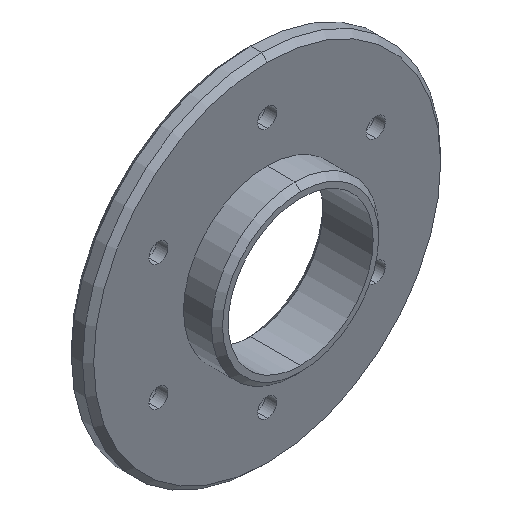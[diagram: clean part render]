
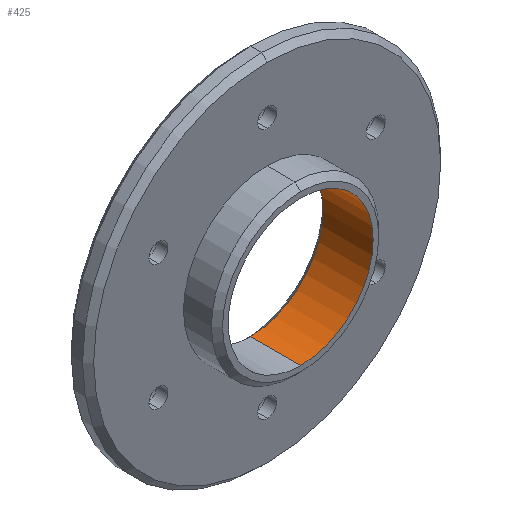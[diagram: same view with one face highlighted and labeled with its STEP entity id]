
A CAD part, isometric view. The second image highlights one B-rep face of the part: STEP entity #425.
In plain terms, the highlighted cylindrical face has radius 13 mm (diameter 26 mm), a partial arc.
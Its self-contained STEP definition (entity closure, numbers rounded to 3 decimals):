
#33 = VECTOR ( 'NONE', #953, 1000. ) ;
#84 = CARTESIAN_POINT ( 'NONE',  ( 0., -4., -13. ) ) ;
#131 = AXIS2_PLACEMENT_3D ( 'NONE', #264, #463, #1245 ) ;
#159 = EDGE_CURVE ( 'NONE', #1208, #789, #865, .T. ) ;
#214 = FACE_OUTER_BOUND ( 'NONE', #786, .T. ) ;
#217 = VERTEX_POINT ( 'NONE', #858 ) ;
#264 = CARTESIAN_POINT ( 'NONE',  ( 0., -1., 0. ) ) ;
#309 = EDGE_CURVE ( 'NONE', #852, #1208, #1436, .T. ) ;
#321 = CIRCLE ( 'NONE', #131, 13. ) ;
#338 = AXIS2_PLACEMENT_3D ( 'NONE', #729, #736, #945 ) ;
#368 = LINE ( 'NONE', #454, #1395 ) ;
#425 = ADVANCED_FACE ( 'NONE', ( #214 ), #570, .F. ) ;
#454 = CARTESIAN_POINT ( 'NONE',  ( 0., -4., 13. ) ) ;
#463 = DIRECTION ( 'NONE',  ( 0., 1., 0. ) ) ;
#510 = AXIS2_PLACEMENT_3D ( 'NONE', #893, #1011, #784 ) ;
#539 = CARTESIAN_POINT ( 'NONE',  ( 0., -1., -13. ) ) ;
#570 = CYLINDRICAL_SURFACE ( 'NONE', #510, 13. ) ;
#637 = ORIENTED_EDGE ( 'NONE', *, *, #1350, .T. ) ;
#729 = CARTESIAN_POINT ( 'NONE',  ( 0., -10., 0. ) ) ;
#736 = DIRECTION ( 'NONE',  ( 0., 1., 0. ) ) ;
#784 = DIRECTION ( 'NONE',  ( 0., 0., 1. ) ) ;
#786 = EDGE_LOOP ( 'NONE', ( #1290, #1183, #1063, #637 ) ) ;
#789 = VERTEX_POINT ( 'NONE', #539 ) ;
#852 = VERTEX_POINT ( 'NONE', #1322 ) ;
#858 = CARTESIAN_POINT ( 'NONE',  ( 0., -1., 13. ) ) ;
#865 = LINE ( 'NONE', #84, #33 ) ;
#893 = CARTESIAN_POINT ( 'NONE',  ( 0., -4., 0. ) ) ;
#896 = DIRECTION ( 'NONE',  ( 0., 1., 0. ) ) ;
#945 = DIRECTION ( 'NONE',  ( 0., 0., 1. ) ) ;
#953 = DIRECTION ( 'NONE',  ( 0., 1., 0. ) ) ;
#1011 = DIRECTION ( 'NONE',  ( 0., 1., 0. ) ) ;
#1063 = ORIENTED_EDGE ( 'NONE', *, *, #1401, .T. ) ;
#1183 = ORIENTED_EDGE ( 'NONE', *, *, #309, .F. ) ;
#1208 = VERTEX_POINT ( 'NONE', #1222 ) ;
#1222 = CARTESIAN_POINT ( 'NONE',  ( 0., -10., -13. ) ) ;
#1245 = DIRECTION ( 'NONE',  ( 0., 0., 1. ) ) ;
#1290 = ORIENTED_EDGE ( 'NONE', *, *, #159, .F. ) ;
#1322 = CARTESIAN_POINT ( 'NONE',  ( 0., -10., 13. ) ) ;
#1350 = EDGE_CURVE ( 'NONE', #217, #789, #321, .T. ) ;
#1395 = VECTOR ( 'NONE', #896, 1000. ) ;
#1401 = EDGE_CURVE ( 'NONE', #852, #217, #368, .T. ) ;
#1436 = CIRCLE ( 'NONE', #338, 13. ) ;
